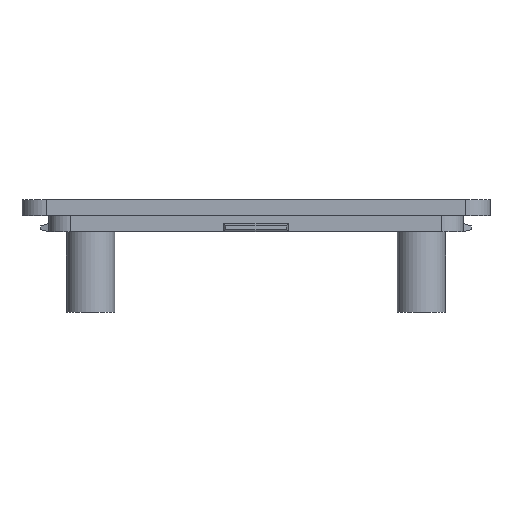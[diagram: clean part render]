
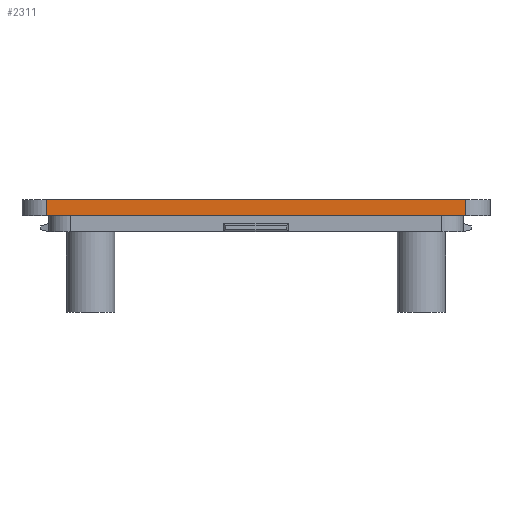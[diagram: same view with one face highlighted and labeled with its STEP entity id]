
A CAD part, front view. The second image highlights one B-rep face of the part: STEP entity #2311.
In plain terms, the highlighted planar face has unit normal (0, -1, 0).
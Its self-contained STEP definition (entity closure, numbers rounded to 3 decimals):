
#202=FACE_OUTER_BOUND('',#336,.T.);
#336=EDGE_LOOP('',(#2021,#2022,#2023,#2024));
#632=LINE('',#3676,#921);
#636=LINE('',#3690,#925);
#638=LINE('',#3694,#927);
#639=LINE('',#3695,#928);
#921=VECTOR('',#3024,10.);
#925=VECTOR('',#3040,10.);
#927=VECTOR('',#3044,10.);
#928=VECTOR('',#3045,10.);
#1134=VERTEX_POINT('',#3673);
#1135=VERTEX_POINT('',#3675);
#1139=VERTEX_POINT('',#3688);
#1140=VERTEX_POINT('',#3693);
#1446=EDGE_CURVE('',#1135,#1134,#632,.T.);
#1453=EDGE_CURVE('',#1139,#1134,#636,.T.);
#1455=EDGE_CURVE('',#1140,#1139,#638,.T.);
#1456=EDGE_CURVE('',#1135,#1140,#639,.T.);
#2021=ORIENTED_EDGE('',*,*,#1453,.F.);
#2022=ORIENTED_EDGE('',*,*,#1455,.F.);
#2023=ORIENTED_EDGE('',*,*,#1456,.F.);
#2024=ORIENTED_EDGE('',*,*,#1446,.T.);
#2196=PLANE('',#2470);
#2311=ADVANCED_FACE('',(#202),#2196,.T.);
#2470=AXIS2_PLACEMENT_3D('',#3692,#3042,#3043);
#3024=DIRECTION('',(1.,0.,0.));
#3040=DIRECTION('',(0.,0.,-1.));
#3042=DIRECTION('center_axis',(0.,-1.,0.));
#3043=DIRECTION('ref_axis',(1.,0.,0.));
#3044=DIRECTION('',(1.,0.,0.));
#3045=DIRECTION('',(0.,0.,1.));
#3673=CARTESIAN_POINT('',(55.,0.,18.));
#3675=CARTESIAN_POINT('',(3.,0.,18.));
#3676=CARTESIAN_POINT('',(14.5,0.,18.));
#3688=CARTESIAN_POINT('',(55.,0.,20.));
#3690=CARTESIAN_POINT('',(55.,0.,0.));
#3692=CARTESIAN_POINT('Origin',(0.,0.,0.));
#3693=CARTESIAN_POINT('',(3.,0.,20.));
#3694=CARTESIAN_POINT('',(0.,0.,20.));
#3695=CARTESIAN_POINT('',(3.,0.,0.));
